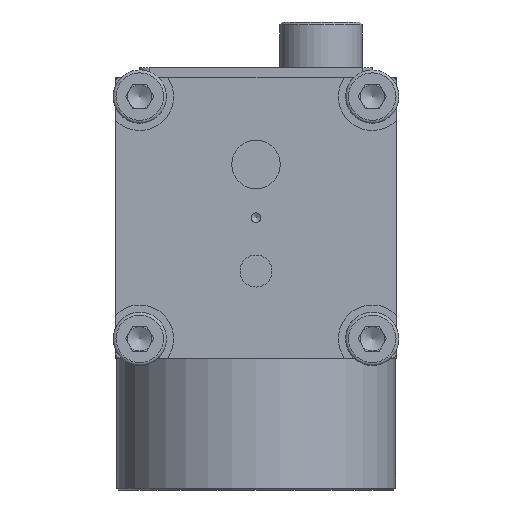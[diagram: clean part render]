
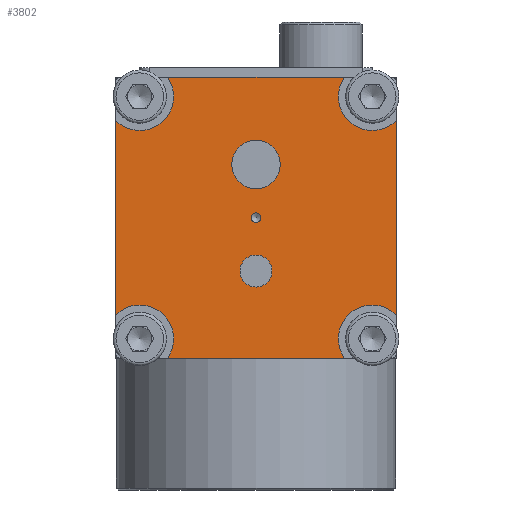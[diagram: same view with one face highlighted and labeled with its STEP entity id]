
A CAD part, front view. The second image highlights one B-rep face of the part: STEP entity #3802.
In plain terms, the highlighted planar face has unit normal (0, -1, 0).
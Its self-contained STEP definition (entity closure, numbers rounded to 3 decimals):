
#297 = EDGE_LOOP ( 'NONE', ( #2394, #26326, #61207, #36899, #67686, #26795, #79215, #12730 ) ) ;
#2266 = FACE_OUTER_BOUND ( 'NONE', #297, .T. ) ;
#2394 = ORIENTED_EDGE ( 'NONE', *, *, #11313, .T. ) ;
#3045 = CARTESIAN_POINT ( 'NONE',  ( 14.5, -20.85, 14.1 ) ) ;
#3781 = CARTESIAN_POINT ( 'NONE',  ( -14.5, -20.85, 14.1 ) ) ;
#3802 = ADVANCED_FACE ( 'NONE', ( #64134, #43506, #22899, #2266 ), #69719, .F. ) ;
#4220 = EDGE_CURVE ( 'NONE', #86474, #58548, #33554, .T. ) ;
#4586 = VERTEX_POINT ( 'NONE', #75909 ) ;
#7062 = DIRECTION ( 'NONE',  ( 0., -1., 0. ) ) ;
#7538 = AXIS2_PLACEMENT_3D ( 'NONE', #73794, #27292, #81622 ) ;
#7987 = CARTESIAN_POINT ( 'NONE',  ( -14., -20.85, 14.1 ) ) ;
#10016 = AXIS2_PLACEMENT_3D ( 'NONE', #53538, #7062, #61302 ) ;
#10037 = ORIENTED_EDGE ( 'NONE', *, *, #62986, .F. ) ;
#10445 = EDGE_CURVE ( 'NONE', #86474, #18119, #71105, .T. ) ;
#10822 = DIRECTION ( 'NONE',  ( 0., 0., 1. ) ) ;
#11313 = EDGE_CURVE ( 'NONE', #96063, #18119, #91384, .T. ) ;
#11535 = CARTESIAN_POINT ( 'NONE',  ( -14.5, -20.85, 18.049 ) ) ;
#12730 = ORIENTED_EDGE ( 'NONE', *, *, #48670, .F. ) ;
#14882 = CIRCLE ( 'NONE', #10016, 2.5 ) ;
#15173 = AXIS2_PLACEMENT_3D ( 'NONE', #7987, #62253, #15798 ) ;
#15421 = VECTOR ( 'NONE', #85227, 1000. ) ;
#15798 = DIRECTION ( 'NONE',  ( 0., 0., -1. ) ) ;
#17292 = DIRECTION ( 'NONE',  ( 0., -1., 0. ) ) ;
#18119 = VERTEX_POINT ( 'NONE', #11535 ) ;
#21948 = CIRCLE ( 'NONE', #86294, 0.5 ) ;
#22150 = CARTESIAN_POINT ( 'NONE',  ( 14., -20.85, 13.6 ) ) ;
#22899 = FACE_BOUND ( 'NONE', #51819, .T. ) ;
#26326 = ORIENTED_EDGE ( 'NONE', *, *, #10445, .F. ) ;
#26795 = ORIENTED_EDGE ( 'NONE', *, *, #62062, .F. ) ;
#27292 = DIRECTION ( 'NONE',  ( 0., -1., 0. ) ) ;
#27689 = LINE ( 'NONE', #3045, #69003 ) ;
#31028 = AXIS2_PLACEMENT_3D ( 'NONE', #80055, #33567, #87808 ) ;
#31729 = CIRCLE ( 'NONE', #31028, 3.5 ) ;
#32856 = AXIS2_PLACEMENT_3D ( 'NONE', #36561, #90851, #44351 ) ;
#33554 = LINE ( 'NONE', #22150, #93092 ) ;
#33567 = DIRECTION ( 'NONE',  ( 0., -1., 0. ) ) ;
#34486 = DIRECTION ( 'NONE',  ( 0., -1., 0. ) ) ;
#36561 = CARTESIAN_POINT ( 'NONE',  ( -12., -20.85, 15.6 ) ) ;
#36899 = ORIENTED_EDGE ( 'NONE', *, *, #47180, .F. ) ;
#37118 = EDGE_CURVE ( 'NONE', #47588, #81471, #27689, .T. ) ;
#37228 = CARTESIAN_POINT ( 'NONE',  ( 0., -20.85, 28.6 ) ) ;
#39686 = CIRCLE ( 'NONE', #39938, 3.5 ) ;
#39938 = AXIS2_PLACEMENT_3D ( 'NONE', #80992, #34486, #88761 ) ;
#42449 = DIRECTION ( 'NONE',  ( 0., 0., -1. ) ) ;
#43407 = VERTEX_POINT ( 'NONE', #37228 ) ;
#43506 = FACE_BOUND ( 'NONE', #71466, .T. ) ;
#44351 = DIRECTION ( 'NONE',  ( 0., 0., 1. ) ) ;
#46142 = DIRECTION ( 'NONE',  ( 0., -1., 0. ) ) ;
#47044 = CARTESIAN_POINT ( 'NONE',  ( 9.128, -20.85, 42.6 ) ) ;
#47180 = EDGE_CURVE ( 'NONE', #47588, #58548, #31729, .T. ) ;
#47588 = VERTEX_POINT ( 'NONE', #49033 ) ;
#48121 = VERTEX_POINT ( 'NONE', #78857 ) ;
#48670 = EDGE_CURVE ( 'NONE', #96063, #48121, #72538, .T. ) ;
#49033 = CARTESIAN_POINT ( 'NONE',  ( 14.5, -20.85, 18.049 ) ) ;
#49154 = CARTESIAN_POINT ( 'NONE',  ( 14.5, -20.85, 38.151 ) ) ;
#49288 = CARTESIAN_POINT ( 'NONE',  ( 9.128, -20.85, 13.6 ) ) ;
#51698 = EDGE_CURVE ( 'NONE', #4586, #4586, #14882, .T. ) ;
#51819 = EDGE_LOOP ( 'NONE', ( #10037 ) ) ;
#51838 = VERTEX_POINT ( 'NONE', #47044 ) ;
#52765 = EDGE_CURVE ( 'NONE', #43407, #43407, #21948, .T. ) ;
#53193 = CARTESIAN_POINT ( 'NONE',  ( 0., -20.85, 24.25 ) ) ;
#53538 = CARTESIAN_POINT ( 'NONE',  ( 0., -20.85, 33.6 ) ) ;
#53941 = CARTESIAN_POINT ( 'NONE',  ( -9.128, -20.85, 13.6 ) ) ;
#58548 = VERTEX_POINT ( 'NONE', #49288 ) ;
#61207 = ORIENTED_EDGE ( 'NONE', *, *, #4220, .T. ) ;
#61302 = DIRECTION ( 'NONE',  ( 0., 0., 1. ) ) ;
#62062 = EDGE_CURVE ( 'NONE', #51838, #81471, #39686, .T. ) ;
#62253 = DIRECTION ( 'NONE',  ( 0., 1., 0. ) ) ;
#62986 = EDGE_CURVE ( 'NONE', #95611, #95611, #70842, .T. ) ;
#63764 = CARTESIAN_POINT ( 'NONE',  ( -12., -20.85, 40.6 ) ) ;
#64134 = FACE_BOUND ( 'NONE', #97200, .T. ) ;
#67686 = ORIENTED_EDGE ( 'NONE', *, *, #37118, .T. ) ;
#69003 = VECTOR ( 'NONE', #10822, 1000. ) ;
#69719 = PLANE ( 'NONE',  #15173 ) ;
#70842 = CIRCLE ( 'NONE', #7538, 1.65 ) ;
#71105 = CIRCLE ( 'NONE', #32856, 3.5 ) ;
#71466 = EDGE_LOOP ( 'NONE', ( #75093 ) ) ;
#71570 = DIRECTION ( 'NONE',  ( 0., 0., 1. ) ) ;
#72538 = CIRCLE ( 'NONE', #77958, 3.5 ) ;
#73794 = CARTESIAN_POINT ( 'NONE',  ( 0., -20.85, 22.6 ) ) ;
#74866 = LINE ( 'NONE', #77774, #15421 ) ;
#75093 = ORIENTED_EDGE ( 'NONE', *, *, #51698, .F. ) ;
#75909 = CARTESIAN_POINT ( 'NONE',  ( 0., -20.85, 36.1 ) ) ;
#76637 = EDGE_CURVE ( 'NONE', #51838, #48121, #74866, .T. ) ;
#77774 = CARTESIAN_POINT ( 'NONE',  ( 14., -20.85, 42.6 ) ) ;
#77958 = AXIS2_PLACEMENT_3D ( 'NONE', #63764, #17292, #71570 ) ;
#78857 = CARTESIAN_POINT ( 'NONE',  ( -9.128, -20.85, 42.6 ) ) ;
#79215 = ORIENTED_EDGE ( 'NONE', *, *, #76637, .T. ) ;
#80055 = CARTESIAN_POINT ( 'NONE',  ( 12., -20.85, 15.6 ) ) ;
#80992 = CARTESIAN_POINT ( 'NONE',  ( 12., -20.85, 40.6 ) ) ;
#81471 = VERTEX_POINT ( 'NONE', #49154 ) ;
#81622 = DIRECTION ( 'NONE',  ( 0., 0., 1. ) ) ;
#82729 = ORIENTED_EDGE ( 'NONE', *, *, #52765, .F. ) ;
#85227 = DIRECTION ( 'NONE',  ( -1., 0., 0. ) ) ;
#86294 = AXIS2_PLACEMENT_3D ( 'NONE', #92695, #46142, #100446 ) ;
#86474 = VERTEX_POINT ( 'NONE', #53941 ) ;
#87808 = DIRECTION ( 'NONE',  ( 0., 0., 1. ) ) ;
#88761 = DIRECTION ( 'NONE',  ( 0., 0., 1. ) ) ;
#88917 = VECTOR ( 'NONE', #42449, 1000. ) ;
#90851 = DIRECTION ( 'NONE',  ( 0., -1., 0. ) ) ;
#91384 = LINE ( 'NONE', #3781, #88917 ) ;
#92262 = CARTESIAN_POINT ( 'NONE',  ( -14.5, -20.85, 38.151 ) ) ;
#92695 = CARTESIAN_POINT ( 'NONE',  ( 0., -20.85, 28.1 ) ) ;
#93092 = VECTOR ( 'NONE', #99475, 1000. ) ;
#95611 = VERTEX_POINT ( 'NONE', #53193 ) ;
#96063 = VERTEX_POINT ( 'NONE', #92262 ) ;
#97200 = EDGE_LOOP ( 'NONE', ( #82729 ) ) ;
#99475 = DIRECTION ( 'NONE',  ( 1., 0., 0. ) ) ;
#100446 = DIRECTION ( 'NONE',  ( 0., 0., 1. ) ) ;
